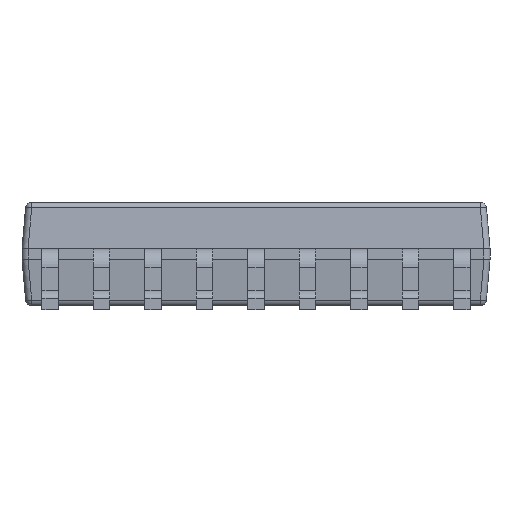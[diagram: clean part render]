
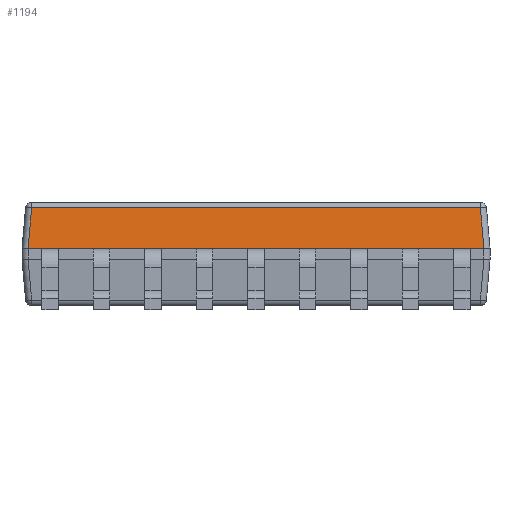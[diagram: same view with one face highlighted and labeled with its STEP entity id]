
A CAD part, left-side view. The second image highlights one B-rep face of the part: STEP entity #1194.
In plain terms, the highlighted planar face has unit normal (-0.996, 0, 0.087).
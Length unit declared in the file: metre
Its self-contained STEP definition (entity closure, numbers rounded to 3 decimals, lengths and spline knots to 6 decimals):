
#1194 = ADVANCED_FACE( '', ( #2912 ), #2913, .T. );
#2912 = FACE_OUTER_BOUND( '', #5270, .T. );
#2913 = PLANE( '', #5271 );
#5270 = EDGE_LOOP( '', ( #8466, #8467, #8468, #8469 ) );
#5271 = AXIS2_PLACEMENT_3D( '', #8470, #8471, #8472 );
#8466 = ORIENTED_EDGE( '', *, *, #14594, .T. );
#8467 = ORIENTED_EDGE( '', *, *, #14595, .T. );
#8468 = ORIENTED_EDGE( '', *, *, #14596, .T. );
#8469 = ORIENTED_EDGE( '', *, *, #14597, .T. );
#8470 = CARTESIAN_POINT( '', ( -0.00375, -0.005775, 0.001508 ) );
#8471 = DIRECTION( '', ( -0.996, 0., 0.087 ) );
#8472 = DIRECTION( '', ( 0., -1., 0. ) );
#14594 = EDGE_CURVE( '', #16679, #17694, #17695, .F. );
#14595 = EDGE_CURVE( '', #17694, #17546, #17696, .T. );
#14596 = EDGE_CURVE( '', #17546, #16847, #17697, .F. );
#14597 = EDGE_CURVE( '', #16847, #16679, #17698, .T. );
#16679 = VERTEX_POINT( '', #20566 );
#16847 = VERTEX_POINT( '', #20823 );
#17546 = VERTEX_POINT( '', #21873 );
#17694 = VERTEX_POINT( '', #22095 );
#17695 = LINE( '', #22096, #22097 );
#17696 = LINE( '', #22098, #22099 );
#17697 = LINE( '', #22100, #22101 );
#17698 = LINE( '', #22102, #22103 );
#20566 = CARTESIAN_POINT( '', ( -0.003662, -0.005538, 0.002513 ) );
#20823 = CARTESIAN_POINT( '', ( -0.003749, -0.005625, 0.001514 ) );
#21873 = CARTESIAN_POINT( '', ( -0.003749, 0.005625, 0.001514 ) );
#22095 = CARTESIAN_POINT( '', ( -0.003662, 0.005538, 0.002513 ) );
#22096 = CARTESIAN_POINT( '', ( -0.003662, -0.005775, 0.002513 ) );
#22097 = VECTOR( '', #26472, 1. );
#22098 = CARTESIAN_POINT( '', ( -0.003664, 0.00554, 0.00249 ) );
#22099 = VECTOR( '', #26473, 1. );
#22100 = CARTESIAN_POINT( '', ( -0.003749, -0.005775, 0.001514 ) );
#22101 = VECTOR( '', #26474, 1. );
#22102 = CARTESIAN_POINT( '', ( -0.003751, -0.005627, 0.001495 ) );
#22103 = VECTOR( '', #26475, 1. );
#26472 = DIRECTION( '', ( 0., -1., 0. ) );
#26473 = DIRECTION( '', ( -0.087, 0.087, -0.992 ) );
#26474 = DIRECTION( '', ( 0., 1., 0. ) );
#26475 = DIRECTION( '', ( 0.087, 0.087, 0.992 ) );
